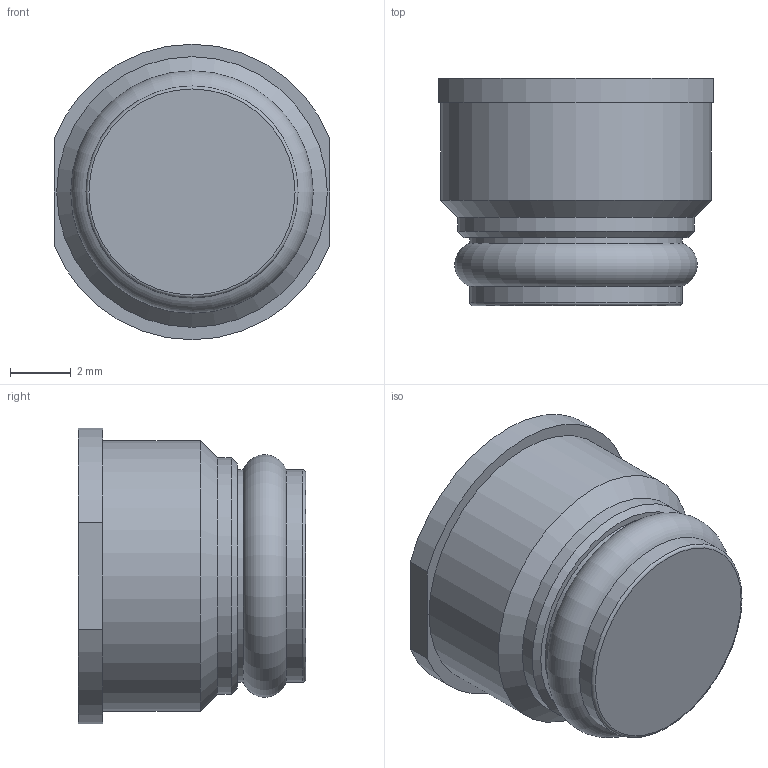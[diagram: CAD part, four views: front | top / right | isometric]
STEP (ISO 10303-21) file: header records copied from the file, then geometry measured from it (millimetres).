
FILE_DESCRIPTION(('FreeCAD Model'),'2;1');
FILE_NAME('Open CASCADE Shape Model','2025-02-27T08:39:25',(''),(''), 'Open CASCADE STEP processor 7.8','FreeCAD','Unknown');
FILE_SCHEMA(('AUTOMOTIVE_DESIGN { 1 0 10303 214 1 1 1 1 }'));
Length unit declared in the file: millimetre
Products named in the file (1): Body001
Bounding box: 9.1 x 7.5 x 9.75 mm (x, y, z)
Volume: 421.2 mm3; surface area: 342.3 mm2
Topology: 1 solids, 1 shells, 16 faces, 32 edges, 20 vertices
Faces by surface type: cylinder 6, plane 6, torus 2, cone 2
Full cylindrical faces by diameter (mm): 7 x2, 7.8 x1, 8.93 x1
Entity records: 447 total; most frequent: CARTESIAN_POINT 89, DIRECTION 75, ORIENTED_EDGE 64, AXIS2_PLACEMENT_3D 33, EDGE_CURVE 32, VERTEX_POINT 20, FACE_BOUND 18, EDGE_LOOP 18
